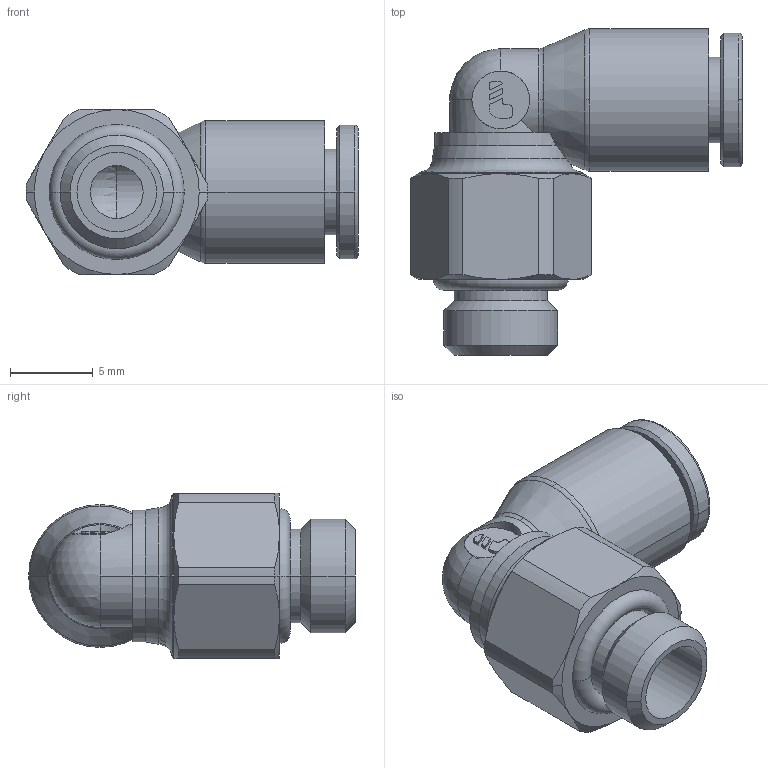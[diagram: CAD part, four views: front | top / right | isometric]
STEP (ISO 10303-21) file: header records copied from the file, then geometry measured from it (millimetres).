
FILE_DESCRIPTION(('STEP AP214'),'1');
FILE_NAME('3199_04_55.stp','2016-07-07T14:54:00',('TraceParts'),('TraceParts S.A.'),'Spatial InterOp 3D',' ',' ');
FILE_SCHEMA(('automotive_design'));
Length unit declared in the file: millimetre
Products named in the file (1): 1
Bounding box: 20.12 x 19.8 x 10 mm (x, y, z)
Volume: 1239.3 mm3; surface area: 1354.3 mm2
Topology: 1 solids, 1 shells, 111 faces, 277 edges, 171 vertices
Faces by surface type: cylinder 40, plane 31, cone 26, torus 11, sphere 3
Entity records: 3594 total; most frequent: CARTESIAN_POINT 943, DIRECTION 591, ORIENTED_EDGE 544, EDGE_CURVE 272, AXIS2_PLACEMENT_3D 247, VERTEX_POINT 171, CIRCLE 133, EDGE_LOOP 121
